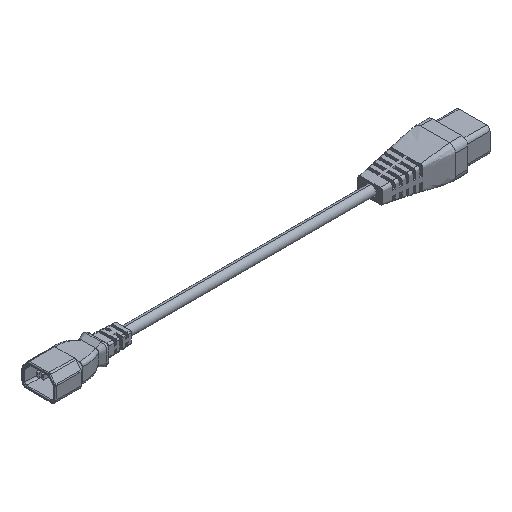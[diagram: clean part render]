
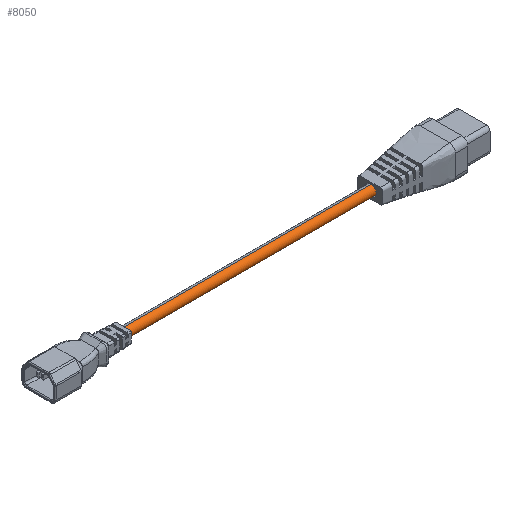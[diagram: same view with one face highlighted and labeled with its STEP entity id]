
A CAD part, isometric view. The second image highlights one B-rep face of the part: STEP entity #8050.
In plain terms, the highlighted cylindrical face has radius 3.923 mm (diameter 7.846 mm), a partial arc.
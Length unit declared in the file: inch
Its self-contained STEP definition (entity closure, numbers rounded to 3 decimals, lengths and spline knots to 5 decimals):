
#42 = ORIENTED_EDGE ( 'NONE', *, *, #17927, .F. ) ;
#393 = DIRECTION ( 'NONE',  ( 0., 0., 1. ) ) ;
#1162 = CARTESIAN_POINT ( 'NONE',  ( -0.15445, 0., 0. ) ) ;
#1717 = DIRECTION ( 'NONE',  ( 0., 0., 1. ) ) ;
#1827 = DIRECTION ( 'NONE',  ( 0., 0., 1. ) ) ;
#2700 = ORIENTED_EDGE ( 'NONE', *, *, #17158, .T. ) ;
#2865 = DIRECTION ( 'NONE',  ( 0., 0., 1. ) ) ;
#3595 = CIRCLE ( 'NONE', #15807, 0.15445 ) ;
#5420 = EDGE_CURVE ( 'NONE', #8925, #15220, #11585, .T. ) ;
#5618 = VERTEX_POINT ( 'NONE', #14841 ) ;
#5638 = LINE ( 'NONE', #9934, #13050 ) ;
#5775 = AXIS2_PLACEMENT_3D ( 'NONE', #12420, #13824, #16539 ) ;
#5874 = VERTEX_POINT ( 'NONE', #9621 ) ;
#6250 = VECTOR ( 'NONE', #1827, 39.37008 ) ;
#7281 = CARTESIAN_POINT ( 'NONE',  ( 0., 0., -10. ) ) ;
#7356 = DIRECTION ( 'NONE',  ( 1., 0., 0. ) ) ;
#7367 = DIRECTION ( 'NONE',  ( 1., 0., 0. ) ) ;
#7896 = CIRCLE ( 'NONE', #10872, 0.15445 ) ;
#8050 = ADVANCED_FACE ( 'NONE', ( #9447 ), #12332, .T. ) ;
#8925 = VERTEX_POINT ( 'NONE', #12814 ) ;
#9447 = FACE_OUTER_BOUND ( 'NONE', #16613, .T. ) ;
#9621 = CARTESIAN_POINT ( 'NONE',  ( 0.15445, 0., -10. ) ) ;
#9934 = CARTESIAN_POINT ( 'NONE',  ( 0.15445, 0., -10. ) ) ;
#10872 = AXIS2_PLACEMENT_3D ( 'NONE', #13146, #393, #7356 ) ;
#11585 = LINE ( 'NONE', #14574, #6250 ) ;
#12332 = CYLINDRICAL_SURFACE ( 'NONE', #5775, 0.15445 ) ;
#12420 = CARTESIAN_POINT ( 'NONE',  ( 0., 0., -10. ) ) ;
#12814 = CARTESIAN_POINT ( 'NONE',  ( -0.15445, 0., -10. ) ) ;
#13050 = VECTOR ( 'NONE', #2865, 39.37008 ) ;
#13104 = ORIENTED_EDGE ( 'NONE', *, *, #14292, .T. ) ;
#13146 = CARTESIAN_POINT ( 'NONE',  ( 0., 0., 0. ) ) ;
#13824 = DIRECTION ( 'NONE',  ( 0., 0., 1. ) ) ;
#14292 = EDGE_CURVE ( 'NONE', #8925, #5874, #3595, .T. ) ;
#14574 = CARTESIAN_POINT ( 'NONE',  ( -0.15445, 0., -10. ) ) ;
#14841 = CARTESIAN_POINT ( 'NONE',  ( 0.15445, 0., 0. ) ) ;
#15220 = VERTEX_POINT ( 'NONE', #1162 ) ;
#15260 = ORIENTED_EDGE ( 'NONE', *, *, #5420, .F. ) ;
#15807 = AXIS2_PLACEMENT_3D ( 'NONE', #7281, #1717, #7367 ) ;
#16539 = DIRECTION ( 'NONE',  ( 1., 0., 0. ) ) ;
#16613 = EDGE_LOOP ( 'NONE', ( #15260, #13104, #2700, #42 ) ) ;
#17158 = EDGE_CURVE ( 'NONE', #5874, #5618, #5638, .T. ) ;
#17927 = EDGE_CURVE ( 'NONE', #15220, #5618, #7896, .T. ) ;
